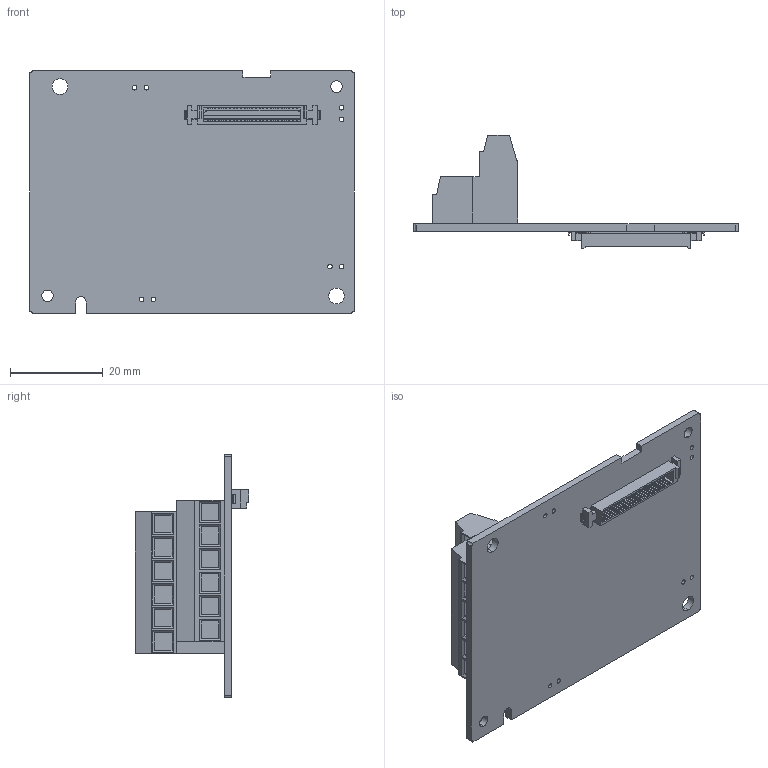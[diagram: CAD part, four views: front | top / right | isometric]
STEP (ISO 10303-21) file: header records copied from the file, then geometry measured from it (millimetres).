
FILE_DESCRIPTION (( 'STEP AP214' ), '1' );
FILE_NAME ('GS4-06TR.STEP', '2017-08-30T22:23:25', ( '' ), ( '' ), 'SwSTEP 2.0', 'SolidWorks 2016', '' );
FILE_SCHEMA (( 'AUTOMOTIVE_DESIGN' ));
Length unit declared in the file: inch
Products named in the file (1): GS4-06TR
Bounding box: 70 x 24.55 x 52.5 mm (x, y, z)
Volume: 12211.8 mm3; surface area: 12526.8 mm2
Topology: 3 solids, 3 shells, 743 faces, 1946 edges, 1280 vertices
Faces by surface type: plane 670, cylinder 69, torus 4
Entity records: 32225 total; most frequent: CARTESIAN_POINT 3970, ORIENTED_EDGE 3892, DIRECTION 3586, EDGE_CURVE 1946, LINE 1794, VECTOR 1794, VERTEX_POINT 1280, AXIS2_PLACEMENT_3D 896
